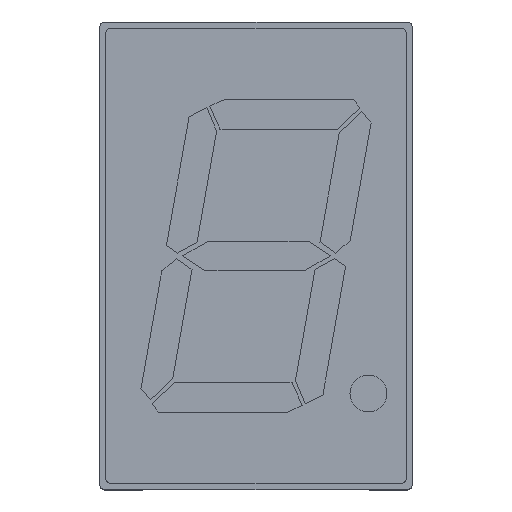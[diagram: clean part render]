
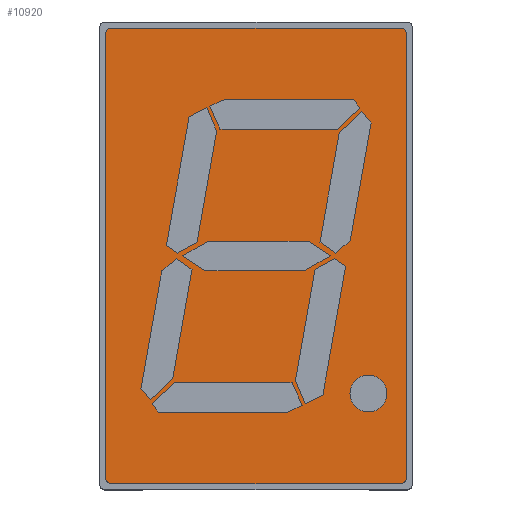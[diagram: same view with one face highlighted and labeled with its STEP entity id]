
A CAD part, top view. The second image highlights one B-rep face of the part: STEP entity #10920.
In plain terms, the highlighted planar face has unit normal (0, 0, 1).
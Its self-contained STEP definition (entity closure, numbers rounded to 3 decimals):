
#10515 = PLANE('',#10516);
#10516 = AXIS2_PLACEMENT_3D('',#10517,#10518,#10519);
#10517 = CARTESIAN_POINT('',(-6.1,9.25,4.));
#10518 = DIRECTION('',(0.,1.,0.));
#10519 = DIRECTION('',(1.,0.,0.));
#10540 = VERTEX_POINT('',#10541);
#10541 = CARTESIAN_POINT('',(-5.9,9.25,8.));
#10555 = CYLINDRICAL_SURFACE('',#10556,0.2);
#10556 = AXIS2_PLACEMENT_3D('',#10557,#10558,#10559);
#10557 = CARTESIAN_POINT('',(-5.9,9.05,4.));
#10558 = DIRECTION('',(0.,0.,1.));
#10559 = DIRECTION('',(0.,1.,0.));
#10567 = EDGE_CURVE('',#10540,#10568,#10570,.T.);
#10568 = VERTEX_POINT('',#10569);
#10569 = CARTESIAN_POINT('',(5.9,9.25,8.));
#10570 = SURFACE_CURVE('',#10571,(#10575,#10582),.PCURVE_S1.);
#10571 = LINE('',#10572,#10573);
#10572 = CARTESIAN_POINT('',(-6.1,9.25,8.));
#10573 = VECTOR('',#10574,1.);
#10574 = DIRECTION('',(1.,0.,0.));
#10575 = PCURVE('',#10515,#10576);
#10576 = DEFINITIONAL_REPRESENTATION('',(#10577),#10581);
#10577 = LINE('',#10578,#10579);
#10578 = CARTESIAN_POINT('',(0.,-4.));
#10579 = VECTOR('',#10580,1.);
#10580 = DIRECTION('',(1.,0.));
#10581 = ( GEOMETRIC_REPRESENTATION_CONTEXT(2) 
PARAMETRIC_REPRESENTATION_CONTEXT() REPRESENTATION_CONTEXT('2D SPACE',''
  ) );
#10582 = PCURVE('',#10583,#10588);
#10583 = PLANE('',#10584);
#10584 = AXIS2_PLACEMENT_3D('',#10585,#10586,#10587);
#10585 = CARTESIAN_POINT('',(0.,0.,8.));
#10586 = DIRECTION('',(-0.,-0.,-1.));
#10587 = DIRECTION('',(-1.,0.,0.));
#10588 = DEFINITIONAL_REPRESENTATION('',(#10589),#10593);
#10589 = LINE('',#10590,#10591);
#10590 = CARTESIAN_POINT('',(6.1,9.25));
#10591 = VECTOR('',#10592,1.);
#10592 = DIRECTION('',(-1.,0.));
#10593 = ( GEOMETRIC_REPRESENTATION_CONTEXT(2) 
PARAMETRIC_REPRESENTATION_CONTEXT() REPRESENTATION_CONTEXT('2D SPACE',''
  ) );
#10609 = CYLINDRICAL_SURFACE('',#10610,0.2);
#10610 = AXIS2_PLACEMENT_3D('',#10611,#10612,#10613);
#10611 = CARTESIAN_POINT('',(5.9,9.05,4.));
#10612 = DIRECTION('',(0.,0.,1.));
#10613 = DIRECTION('',(0.,1.,0.));
#10665 = PLANE('',#10666);
#10666 = AXIS2_PLACEMENT_3D('',#10667,#10668,#10669);
#10667 = CARTESIAN_POINT('',(6.1,9.25,4.));
#10668 = DIRECTION('',(1.,0.,0.));
#10669 = DIRECTION('',(0.,-1.,0.));
#10694 = CYLINDRICAL_SURFACE('',#10695,0.2);
#10695 = AXIS2_PLACEMENT_3D('',#10696,#10697,#10698);
#10696 = CARTESIAN_POINT('',(5.9,-9.05,4.));
#10697 = DIRECTION('',(0.,0.,1.));
#10698 = DIRECTION('',(1.,0.,0.));
#10722 = PLANE('',#10723);
#10723 = AXIS2_PLACEMENT_3D('',#10724,#10725,#10726);
#10724 = CARTESIAN_POINT('',(6.1,-9.25,4.));
#10725 = DIRECTION('',(0.,-1.,0.));
#10726 = DIRECTION('',(-1.,0.,0.));
#10751 = CYLINDRICAL_SURFACE('',#10752,0.2);
#10752 = AXIS2_PLACEMENT_3D('',#10753,#10754,#10755);
#10753 = CARTESIAN_POINT('',(-5.9,-9.05,4.));
#10754 = DIRECTION('',(0.,0.,1.));
#10755 = DIRECTION('',(0.,-1.,0.));
#10779 = PLANE('',#10780);
#10780 = AXIS2_PLACEMENT_3D('',#10781,#10782,#10783);
#10781 = CARTESIAN_POINT('',(-6.1,-9.25,4.));
#10782 = DIRECTION('',(-1.,0.,0.));
#10783 = DIRECTION('',(0.,1.,0.));
#10822 = VERTEX_POINT('',#10823);
#10823 = CARTESIAN_POINT('',(-6.1,9.05,8.));
#10844 = EDGE_CURVE('',#10540,#10822,#10845,.T.);
#10845 = SURFACE_CURVE('',#10846,(#10851,#10858),.PCURVE_S1.);
#10846 = CIRCLE('',#10847,0.2);
#10847 = AXIS2_PLACEMENT_3D('',#10848,#10849,#10850);
#10848 = CARTESIAN_POINT('',(-5.9,9.05,8.));
#10849 = DIRECTION('',(-0.,0.,1.));
#10850 = DIRECTION('',(0.,-1.,0.));
#10851 = PCURVE('',#10555,#10852);
#10852 = DEFINITIONAL_REPRESENTATION('',(#10853),#10857);
#10853 = LINE('',#10854,#10855);
#10854 = CARTESIAN_POINT('',(-3.142,4.));
#10855 = VECTOR('',#10856,1.);
#10856 = DIRECTION('',(1.,0.));
#10857 = ( GEOMETRIC_REPRESENTATION_CONTEXT(2) 
PARAMETRIC_REPRESENTATION_CONTEXT() REPRESENTATION_CONTEXT('2D SPACE',''
  ) );
#10858 = PCURVE('',#10583,#10859);
#10859 = DEFINITIONAL_REPRESENTATION('',(#10860),#10868);
#10860 = ( BOUNDED_CURVE() B_SPLINE_CURVE(2,(#10861,#10862,#10863,#10864
    ,#10865,#10866,#10867),.UNSPECIFIED.,.T.,.F.) 
B_SPLINE_CURVE_WITH_KNOTS((1,2,2,2,2,1),(-2.094,0.,
    2.094,4.189,6.283,8.378),
.UNSPECIFIED.) CURVE() GEOMETRIC_REPRESENTATION_ITEM() 
RATIONAL_B_SPLINE_CURVE((1.,0.5,1.,0.5,1.,0.5,1.)) REPRESENTATION_ITEM(
  '') );
#10861 = CARTESIAN_POINT('',(5.9,8.85));
#10862 = CARTESIAN_POINT('',(5.554,8.85));
#10863 = CARTESIAN_POINT('',(5.727,9.15));
#10864 = CARTESIAN_POINT('',(5.9,9.45));
#10865 = CARTESIAN_POINT('',(6.073,9.15));
#10866 = CARTESIAN_POINT('',(6.246,8.85));
#10867 = CARTESIAN_POINT('',(5.9,8.85));
#10868 = ( GEOMETRIC_REPRESENTATION_CONTEXT(2) 
PARAMETRIC_REPRESENTATION_CONTEXT() REPRESENTATION_CONTEXT('2D SPACE',''
  ) );
#10876 = VERTEX_POINT('',#10877);
#10877 = CARTESIAN_POINT('',(6.1,9.05,8.));
#10898 = EDGE_CURVE('',#10568,#10876,#10899,.T.);
#10899 = SURFACE_CURVE('',#10900,(#10905,#10912),.PCURVE_S1.);
#10900 = CIRCLE('',#10901,0.2);
#10901 = AXIS2_PLACEMENT_3D('',#10902,#10903,#10904);
#10902 = CARTESIAN_POINT('',(5.9,9.05,8.));
#10903 = DIRECTION('',(-0.,-0.,-1.));
#10904 = DIRECTION('',(0.,-1.,0.));
#10905 = PCURVE('',#10609,#10906);
#10906 = DEFINITIONAL_REPRESENTATION('',(#10907),#10911);
#10907 = LINE('',#10908,#10909);
#10908 = CARTESIAN_POINT('',(3.142,4.));
#10909 = VECTOR('',#10910,1.);
#10910 = DIRECTION('',(-1.,0.));
#10911 = ( GEOMETRIC_REPRESENTATION_CONTEXT(2) 
PARAMETRIC_REPRESENTATION_CONTEXT() REPRESENTATION_CONTEXT('2D SPACE',''
  ) );
#10912 = PCURVE('',#10583,#10913);
#10913 = DEFINITIONAL_REPRESENTATION('',(#10914),#10918);
#10914 = CIRCLE('',#10915,0.2);
#10915 = AXIS2_PLACEMENT_2D('',#10916,#10917);
#10916 = CARTESIAN_POINT('',(-5.9,9.05));
#10917 = DIRECTION('',(0.,-1.));
#10918 = ( GEOMETRIC_REPRESENTATION_CONTEXT(2) 
PARAMETRIC_REPRESENTATION_CONTEXT() REPRESENTATION_CONTEXT('2D SPACE',''
  ) );
#10920 = ADVANCED_FACE('',(#10921),#10583,.F.);
#10921 = FACE_BOUND('',#10922,.F.);
#10922 = EDGE_LOOP('',(#10923,#10924,#10925,#10948,#10972,#10995,#11019,
    #11040));
#10923 = ORIENTED_EDGE('',*,*,#10567,.T.);
#10924 = ORIENTED_EDGE('',*,*,#10898,.T.);
#10925 = ORIENTED_EDGE('',*,*,#10926,.T.);
#10926 = EDGE_CURVE('',#10876,#10927,#10929,.T.);
#10927 = VERTEX_POINT('',#10928);
#10928 = CARTESIAN_POINT('',(6.1,-9.05,8.));
#10929 = SURFACE_CURVE('',#10930,(#10934,#10941),.PCURVE_S1.);
#10930 = LINE('',#10931,#10932);
#10931 = CARTESIAN_POINT('',(6.1,9.25,8.));
#10932 = VECTOR('',#10933,1.);
#10933 = DIRECTION('',(0.,-1.,0.));
#10934 = PCURVE('',#10583,#10935);
#10935 = DEFINITIONAL_REPRESENTATION('',(#10936),#10940);
#10936 = LINE('',#10937,#10938);
#10937 = CARTESIAN_POINT('',(-6.1,9.25));
#10938 = VECTOR('',#10939,1.);
#10939 = DIRECTION('',(0.,-1.));
#10940 = ( GEOMETRIC_REPRESENTATION_CONTEXT(2) 
PARAMETRIC_REPRESENTATION_CONTEXT() REPRESENTATION_CONTEXT('2D SPACE',''
  ) );
#10941 = PCURVE('',#10665,#10942);
#10942 = DEFINITIONAL_REPRESENTATION('',(#10943),#10947);
#10943 = LINE('',#10944,#10945);
#10944 = CARTESIAN_POINT('',(0.,-4.));
#10945 = VECTOR('',#10946,1.);
#10946 = DIRECTION('',(1.,0.));
#10947 = ( GEOMETRIC_REPRESENTATION_CONTEXT(2) 
PARAMETRIC_REPRESENTATION_CONTEXT() REPRESENTATION_CONTEXT('2D SPACE',''
  ) );
#10948 = ORIENTED_EDGE('',*,*,#10949,.T.);
#10949 = EDGE_CURVE('',#10927,#10950,#10952,.T.);
#10950 = VERTEX_POINT('',#10951);
#10951 = CARTESIAN_POINT('',(5.9,-9.25,8.));
#10952 = SURFACE_CURVE('',#10953,(#10958,#10965),.PCURVE_S1.);
#10953 = CIRCLE('',#10954,0.2);
#10954 = AXIS2_PLACEMENT_3D('',#10955,#10956,#10957);
#10955 = CARTESIAN_POINT('',(5.9,-9.05,8.));
#10956 = DIRECTION('',(-0.,-0.,-1.));
#10957 = DIRECTION('',(0.,-1.,0.));
#10958 = PCURVE('',#10583,#10959);
#10959 = DEFINITIONAL_REPRESENTATION('',(#10960),#10964);
#10960 = CIRCLE('',#10961,0.2);
#10961 = AXIS2_PLACEMENT_2D('',#10962,#10963);
#10962 = CARTESIAN_POINT('',(-5.9,-9.05));
#10963 = DIRECTION('',(0.,-1.));
#10964 = ( GEOMETRIC_REPRESENTATION_CONTEXT(2) 
PARAMETRIC_REPRESENTATION_CONTEXT() REPRESENTATION_CONTEXT('2D SPACE',''
  ) );
#10965 = PCURVE('',#10694,#10966);
#10966 = DEFINITIONAL_REPRESENTATION('',(#10967),#10971);
#10967 = LINE('',#10968,#10969);
#10968 = CARTESIAN_POINT('',(4.712,4.));
#10969 = VECTOR('',#10970,1.);
#10970 = DIRECTION('',(-1.,0.));
#10971 = ( GEOMETRIC_REPRESENTATION_CONTEXT(2) 
PARAMETRIC_REPRESENTATION_CONTEXT() REPRESENTATION_CONTEXT('2D SPACE',''
  ) );
#10972 = ORIENTED_EDGE('',*,*,#10973,.T.);
#10973 = EDGE_CURVE('',#10950,#10974,#10976,.T.);
#10974 = VERTEX_POINT('',#10975);
#10975 = CARTESIAN_POINT('',(-5.9,-9.25,8.));
#10976 = SURFACE_CURVE('',#10977,(#10981,#10988),.PCURVE_S1.);
#10977 = LINE('',#10978,#10979);
#10978 = CARTESIAN_POINT('',(6.1,-9.25,8.));
#10979 = VECTOR('',#10980,1.);
#10980 = DIRECTION('',(-1.,0.,0.));
#10981 = PCURVE('',#10583,#10982);
#10982 = DEFINITIONAL_REPRESENTATION('',(#10983),#10987);
#10983 = LINE('',#10984,#10985);
#10984 = CARTESIAN_POINT('',(-6.1,-9.25));
#10985 = VECTOR('',#10986,1.);
#10986 = DIRECTION('',(1.,0.));
#10987 = ( GEOMETRIC_REPRESENTATION_CONTEXT(2) 
PARAMETRIC_REPRESENTATION_CONTEXT() REPRESENTATION_CONTEXT('2D SPACE',''
  ) );
#10988 = PCURVE('',#10722,#10989);
#10989 = DEFINITIONAL_REPRESENTATION('',(#10990),#10994);
#10990 = LINE('',#10991,#10992);
#10991 = CARTESIAN_POINT('',(0.,-4.));
#10992 = VECTOR('',#10993,1.);
#10993 = DIRECTION('',(1.,0.));
#10994 = ( GEOMETRIC_REPRESENTATION_CONTEXT(2) 
PARAMETRIC_REPRESENTATION_CONTEXT() REPRESENTATION_CONTEXT('2D SPACE',''
  ) );
#10995 = ORIENTED_EDGE('',*,*,#10996,.T.);
#10996 = EDGE_CURVE('',#10974,#10997,#10999,.T.);
#10997 = VERTEX_POINT('',#10998);
#10998 = CARTESIAN_POINT('',(-6.1,-9.05,8.));
#10999 = SURFACE_CURVE('',#11000,(#11005,#11012),.PCURVE_S1.);
#11000 = CIRCLE('',#11001,0.2);
#11001 = AXIS2_PLACEMENT_3D('',#11002,#11003,#11004);
#11002 = CARTESIAN_POINT('',(-5.9,-9.05,8.));
#11003 = DIRECTION('',(-0.,-0.,-1.));
#11004 = DIRECTION('',(0.,-1.,0.));
#11005 = PCURVE('',#10583,#11006);
#11006 = DEFINITIONAL_REPRESENTATION('',(#11007),#11011);
#11007 = CIRCLE('',#11008,0.2);
#11008 = AXIS2_PLACEMENT_2D('',#11009,#11010);
#11009 = CARTESIAN_POINT('',(5.9,-9.05));
#11010 = DIRECTION('',(0.,-1.));
#11011 = ( GEOMETRIC_REPRESENTATION_CONTEXT(2) 
PARAMETRIC_REPRESENTATION_CONTEXT() REPRESENTATION_CONTEXT('2D SPACE',''
  ) );
#11012 = PCURVE('',#10751,#11013);
#11013 = DEFINITIONAL_REPRESENTATION('',(#11014),#11018);
#11014 = LINE('',#11015,#11016);
#11015 = CARTESIAN_POINT('',(-0.,4.));
#11016 = VECTOR('',#11017,1.);
#11017 = DIRECTION('',(-1.,0.));
#11018 = ( GEOMETRIC_REPRESENTATION_CONTEXT(2) 
PARAMETRIC_REPRESENTATION_CONTEXT() REPRESENTATION_CONTEXT('2D SPACE',''
  ) );
#11019 = ORIENTED_EDGE('',*,*,#11020,.T.);
#11020 = EDGE_CURVE('',#10997,#10822,#11021,.T.);
#11021 = SURFACE_CURVE('',#11022,(#11026,#11033),.PCURVE_S1.);
#11022 = LINE('',#11023,#11024);
#11023 = CARTESIAN_POINT('',(-6.1,-9.25,8.));
#11024 = VECTOR('',#11025,1.);
#11025 = DIRECTION('',(0.,1.,0.));
#11026 = PCURVE('',#10583,#11027);
#11027 = DEFINITIONAL_REPRESENTATION('',(#11028),#11032);
#11028 = LINE('',#11029,#11030);
#11029 = CARTESIAN_POINT('',(6.1,-9.25));
#11030 = VECTOR('',#11031,1.);
#11031 = DIRECTION('',(0.,1.));
#11032 = ( GEOMETRIC_REPRESENTATION_CONTEXT(2) 
PARAMETRIC_REPRESENTATION_CONTEXT() REPRESENTATION_CONTEXT('2D SPACE',''
  ) );
#11033 = PCURVE('',#10779,#11034);
#11034 = DEFINITIONAL_REPRESENTATION('',(#11035),#11039);
#11035 = LINE('',#11036,#11037);
#11036 = CARTESIAN_POINT('',(0.,-4.));
#11037 = VECTOR('',#11038,1.);
#11038 = DIRECTION('',(1.,0.));
#11039 = ( GEOMETRIC_REPRESENTATION_CONTEXT(2) 
PARAMETRIC_REPRESENTATION_CONTEXT() REPRESENTATION_CONTEXT('2D SPACE',''
  ) );
#11040 = ORIENTED_EDGE('',*,*,#10844,.F.);
